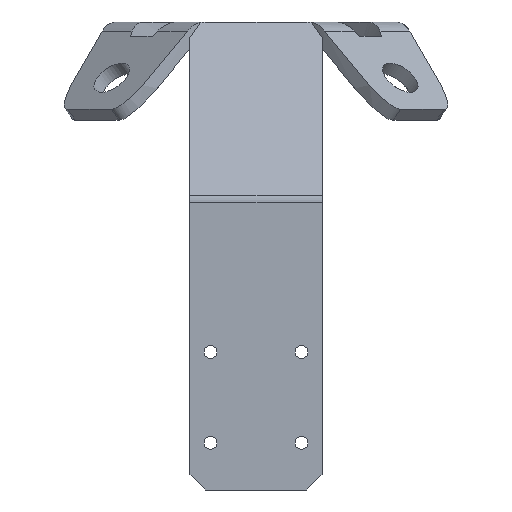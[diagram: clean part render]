
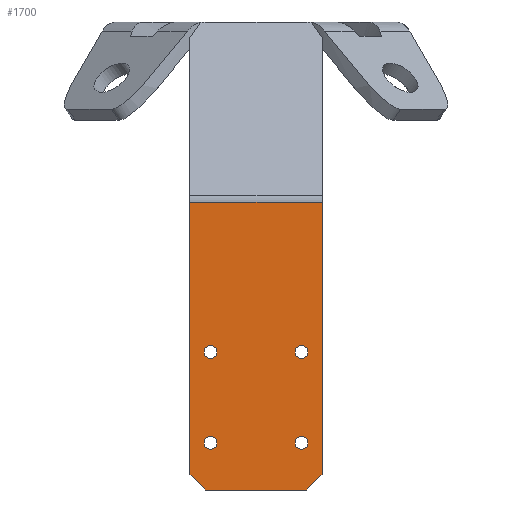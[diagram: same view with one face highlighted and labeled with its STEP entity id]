
A CAD part, left-side view. The second image highlights one B-rep face of the part: STEP entity #1700.
In plain terms, the highlighted planar face has unit normal (-1, 0, 0).
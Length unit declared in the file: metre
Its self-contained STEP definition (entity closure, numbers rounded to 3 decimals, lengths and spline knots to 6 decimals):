
#77=CIRCLE('',#1819,0.00125);
#78=CIRCLE('',#1820,0.00125);
#79=CIRCLE('',#1821,0.00125);
#80=CIRCLE('',#1822,0.00125);
#103=LINE('',#2254,#201);
#124=LINE('',#2436,#222);
#126=LINE('',#2448,#224);
#127=LINE('',#2451,#225);
#128=LINE('',#2452,#226);
#129=LINE('',#2453,#227);
#201=VECTOR('',#1925,1.);
#222=VECTOR('',#1982,1.);
#224=VECTOR('',#1994,1.);
#225=VECTOR('',#1995,1.);
#226=VECTOR('',#1996,1.);
#227=VECTOR('',#1997,1.);
#391=ORIENTED_EDGE('',*,*,#927,.F.);
#392=ORIENTED_EDGE('',*,*,#928,.F.);
#393=ORIENTED_EDGE('',*,*,#929,.F.);
#394=ORIENTED_EDGE('',*,*,#930,.F.);
#395=ORIENTED_EDGE('',*,*,#931,.T.);
#396=ORIENTED_EDGE('',*,*,#932,.T.);
#397=ORIENTED_EDGE('',*,*,#868,.F.);
#398=ORIENTED_EDGE('',*,*,#933,.T.);
#399=ORIENTED_EDGE('',*,*,#925,.F.);
#400=ORIENTED_EDGE('',*,*,#934,.T.);
#868=EDGE_CURVE('',#1139,#1140,#103,.T.);
#925=EDGE_CURVE('',#1190,#1191,#124,.T.);
#927=EDGE_CURVE('',#1192,#1192,#77,.T.);
#928=EDGE_CURVE('',#1193,#1193,#78,.T.);
#929=EDGE_CURVE('',#1194,#1194,#79,.T.);
#930=EDGE_CURVE('',#1195,#1195,#80,.T.);
#931=EDGE_CURVE('',#1196,#1197,#126,.T.);
#932=EDGE_CURVE('',#1197,#1140,#127,.T.);
#933=EDGE_CURVE('',#1139,#1191,#128,.T.);
#934=EDGE_CURVE('',#1190,#1196,#129,.F.);
#1139=VERTEX_POINT('',#2253);
#1140=VERTEX_POINT('',#2255);
#1190=VERTEX_POINT('',#2435);
#1191=VERTEX_POINT('',#2437);
#1192=VERTEX_POINT('',#2441);
#1193=VERTEX_POINT('',#2443);
#1194=VERTEX_POINT('',#2445);
#1195=VERTEX_POINT('',#2447);
#1196=VERTEX_POINT('',#2449);
#1197=VERTEX_POINT('',#2450);
#1450=EDGE_LOOP('',(#391));
#1451=EDGE_LOOP('',(#392));
#1452=EDGE_LOOP('',(#393));
#1453=EDGE_LOOP('',(#394));
#1454=EDGE_LOOP('',(#395,#396,#397,#398,#399,#400));
#1563=FACE_BOUND('',#1450,.T.);
#1564=FACE_BOUND('',#1451,.T.);
#1565=FACE_BOUND('',#1452,.T.);
#1566=FACE_BOUND('',#1453,.T.);
#1567=FACE_BOUND('',#1454,.T.);
#1671=PLANE('',#1818);
#1700=ADVANCED_FACE('',(#1563,#1564,#1565,#1566,#1567),#1671,.T.);
#1818=AXIS2_PLACEMENT_3D('',#2439,#1984,#1985);
#1819=AXIS2_PLACEMENT_3D('',#2440,#1986,#1987);
#1820=AXIS2_PLACEMENT_3D('',#2442,#1988,#1989);
#1821=AXIS2_PLACEMENT_3D('',#2444,#1990,#1991);
#1822=AXIS2_PLACEMENT_3D('',#2446,#1992,#1993);
#1925=DIRECTION('',(0.,0.,1.));
#1982=DIRECTION('',(0.,1.,0.));
#1984=DIRECTION('',(-1.,0.,0.));
#1985=DIRECTION('',(0.,0.,1.));
#1986=DIRECTION('',(-1.,0.,0.));
#1987=DIRECTION('',(0.,0.,1.));
#1988=DIRECTION('',(-1.,0.,0.));
#1989=DIRECTION('',(0.,0.,1.));
#1990=DIRECTION('',(-1.,0.,0.));
#1991=DIRECTION('',(0.,0.,1.));
#1992=DIRECTION('',(-1.,0.,0.));
#1993=DIRECTION('',(0.,0.,1.));
#1994=DIRECTION('',(0.,0.,1.));
#1995=DIRECTION('',(0.,1.,0.));
#1996=DIRECTION('',(0.,-0.707,-0.707));
#1997=DIRECTION('',(0.,0.707,-0.707));
#2253=CARTESIAN_POINT('',(-0.0705,-0.022161,-0.015));
#2254=CARTESIAN_POINT('',(-0.0705,-0.022161,0.0275));
#2255=CARTESIAN_POINT('',(-0.0705,-0.022161,0.037938));
#2435=CARTESIAN_POINT('',(-0.0705,-0.044839,-0.018));
#2436=CARTESIAN_POINT('',(-0.0705,-0.047841,-0.018));
#2437=CARTESIAN_POINT('',(-0.0705,-0.025161,-0.018));
#2439=CARTESIAN_POINT('',(-0.0705,-0.047841,0.0275));
#2440=CARTESIAN_POINT('',(-0.0705,-0.043839,0.008839));
#2441=CARTESIAN_POINT('',(-0.0705,-0.043839,0.010089));
#2442=CARTESIAN_POINT('',(-0.0705,-0.043839,-0.008839));
#2443=CARTESIAN_POINT('',(-0.0705,-0.043839,-0.007589));
#2444=CARTESIAN_POINT('',(-0.0705,-0.026161,-0.008839));
#2445=CARTESIAN_POINT('',(-0.0705,-0.026161,-0.007589));
#2446=CARTESIAN_POINT('',(-0.0705,-0.026161,0.008839));
#2447=CARTESIAN_POINT('',(-0.0705,-0.026161,0.010089));
#2448=CARTESIAN_POINT('',(-0.0705,-0.047839,0.0275));
#2449=CARTESIAN_POINT('',(-0.0705,-0.047839,-0.015));
#2450=CARTESIAN_POINT('',(-0.0705,-0.047839,0.037938));
#2451=CARTESIAN_POINT('',(-0.0705,-0.022161,0.037938));
#2452=CARTESIAN_POINT('',(-0.0705,-0.013751,-0.00659));
#2453=CARTESIAN_POINT('',(-0.0705,-0.06909,0.006251));
